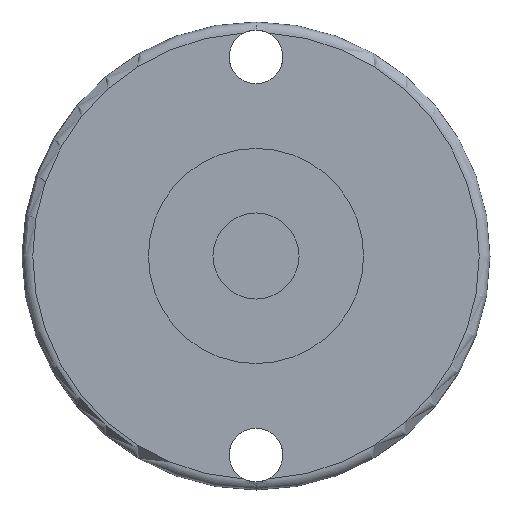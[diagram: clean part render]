
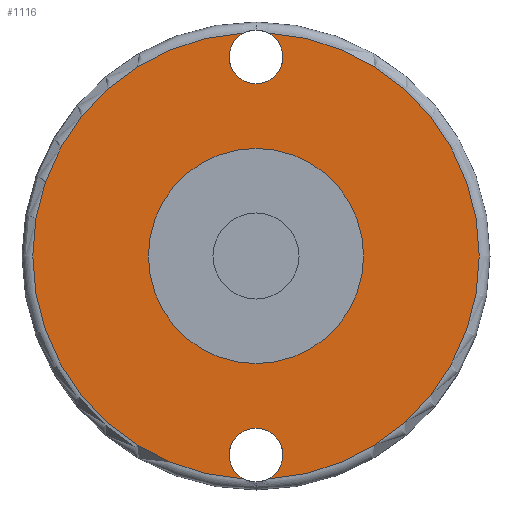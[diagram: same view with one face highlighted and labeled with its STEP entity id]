
A CAD part, front view. The second image highlights one B-rep face of the part: STEP entity #1116.
In plain terms, the highlighted planar face has unit normal (0, -1, 0).
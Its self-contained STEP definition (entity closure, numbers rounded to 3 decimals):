
#7 = VERTEX_POINT ( 'NONE', #517 ) ;
#19 = CARTESIAN_POINT ( 'NONE',  ( 0., 0., -37. ) ) ;
#26 = CARTESIAN_POINT ( 'NONE',  ( 2.307, 0., 41.436 ) ) ;
#42 = ORIENTED_EDGE ( 'NONE', *, *, #947, .T. ) ;
#44 = VERTEX_POINT ( 'NONE', #1135 ) ;
#58 = ORIENTED_EDGE ( 'NONE', *, *, #473, .F. ) ;
#74 = CIRCLE ( 'NONE', #759, 41.5 ) ;
#90 = EDGE_LOOP ( 'NONE', ( #319, #148 ) ) ;
#92 = FACE_OUTER_BOUND ( 'NONE', #1168, .T. ) ;
#127 = VERTEX_POINT ( 'NONE', #937 ) ;
#131 = CARTESIAN_POINT ( 'NONE',  ( 0., 0., 20. ) ) ;
#148 = ORIENTED_EDGE ( 'NONE', *, *, #975, .F. ) ;
#167 = DIRECTION ( 'NONE',  ( 0., -1., 0. ) ) ;
#174 = VERTEX_POINT ( 'NONE', #772 ) ;
#191 = AXIS2_PLACEMENT_3D ( 'NONE', #986, #342, #1121 ) ;
#204 = CIRCLE ( 'NONE', #760, 5. ) ;
#212 = CIRCLE ( 'NONE', #191, 20. ) ;
#252 = VERTEX_POINT ( 'NONE', #131 ) ;
#263 = VERTEX_POINT ( 'NONE', #375 ) ;
#270 = CARTESIAN_POINT ( 'NONE',  ( 0., 0., 0. ) ) ;
#285 = VERTEX_POINT ( 'NONE', #26 ) ;
#319 = ORIENTED_EDGE ( 'NONE', *, *, #832, .F. ) ;
#324 = EDGE_CURVE ( 'NONE', #956, #263, #74, .T. ) ;
#342 = DIRECTION ( 'NONE',  ( 0., -1., 0. ) ) ;
#350 = DIRECTION ( 'NONE',  ( 0., -1., 0. ) ) ;
#359 = CARTESIAN_POINT ( 'NONE',  ( 0., 0., 0. ) ) ;
#361 = EDGE_CURVE ( 'NONE', #285, #44, #204, .T. ) ;
#368 = DIRECTION ( 'NONE',  ( 0., 0., -1. ) ) ;
#375 = CARTESIAN_POINT ( 'NONE',  ( -2.307, 0., -41.436 ) ) ;
#381 = DIRECTION ( 'NONE',  ( 0., -1., 0. ) ) ;
#384 = DIRECTION ( 'NONE',  ( 0., 0., -1. ) ) ;
#398 = CARTESIAN_POINT ( 'NONE',  ( 0., 0., 37. ) ) ;
#402 = DIRECTION ( 'NONE',  ( 0., 0., 1. ) ) ;
#404 = DIRECTION ( 'NONE',  ( 0., 1., 0. ) ) ;
#428 = DIRECTION ( 'NONE',  ( 0., 0., -1. ) ) ;
#429 = DIRECTION ( 'NONE',  ( 0., -1., 0. ) ) ;
#430 = CARTESIAN_POINT ( 'NONE',  ( 20., 0., 0. ) ) ;
#450 = PLANE ( 'NONE',  #534 ) ;
#473 = EDGE_CURVE ( 'NONE', #127, #7, #1100, .T. ) ;
#517 = CARTESIAN_POINT ( 'NONE',  ( 0., 0., -32. ) ) ;
#534 = AXIS2_PLACEMENT_3D ( 'NONE', #430, #429, #428 ) ;
#591 = DIRECTION ( 'NONE',  ( 0., 0., -1. ) ) ;
#592 = DIRECTION ( 'NONE',  ( 0., -1., 0. ) ) ;
#594 = CARTESIAN_POINT ( 'NONE',  ( 0., 0., 0. ) ) ;
#609 = CARTESIAN_POINT ( 'NONE',  ( -2.307, 0., 41.436 ) ) ;
#635 = AXIS2_PLACEMENT_3D ( 'NONE', #270, #381, #368 ) ;
#639 = AXIS2_PLACEMENT_3D ( 'NONE', #594, #592, #591 ) ;
#653 = AXIS2_PLACEMENT_3D ( 'NONE', #974, #940, #919 ) ;
#695 = AXIS2_PLACEMENT_3D ( 'NONE', #19, #167, #747 ) ;
#728 = AXIS2_PLACEMENT_3D ( 'NONE', #831, #827, #826 ) ;
#747 = DIRECTION ( 'NONE',  ( 0., 0., -1. ) ) ;
#759 = AXIS2_PLACEMENT_3D ( 'NONE', #359, #350, #384 ) ;
#760 = AXIS2_PLACEMENT_3D ( 'NONE', #398, #404, #402 ) ;
#772 = CARTESIAN_POINT ( 'NONE',  ( 0., 0., -20. ) ) ;
#786 = ORIENTED_EDGE ( 'NONE', *, *, #324, .T. ) ;
#822 = ORIENTED_EDGE ( 'NONE', *, *, #923, .F. ) ;
#826 = DIRECTION ( 'NONE',  ( 0., 0., -1. ) ) ;
#827 = DIRECTION ( 'NONE',  ( 0., -1., 0. ) ) ;
#828 = ORIENTED_EDGE ( 'NONE', *, *, #361, .T. ) ;
#831 = CARTESIAN_POINT ( 'NONE',  ( 0., 0., -37. ) ) ;
#832 = EDGE_CURVE ( 'NONE', #174, #252, #212, .T. ) ;
#919 = DIRECTION ( 'NONE',  ( 0., 0., 1. ) ) ;
#923 = EDGE_CURVE ( 'NONE', #7, #263, #1126, .T. ) ;
#937 = CARTESIAN_POINT ( 'NONE',  ( 2.307, 0., -41.436 ) ) ;
#940 = DIRECTION ( 'NONE',  ( 0., 1., 0. ) ) ;
#947 = EDGE_CURVE ( 'NONE', #44, #956, #1072, .T. ) ;
#956 = VERTEX_POINT ( 'NONE', #609 ) ;
#974 = CARTESIAN_POINT ( 'NONE',  ( 0., 0., 37. ) ) ;
#975 = EDGE_CURVE ( 'NONE', #252, #174, #995, .T. ) ;
#986 = CARTESIAN_POINT ( 'NONE',  ( 0., 0., 0. ) ) ;
#994 = EDGE_CURVE ( 'NONE', #127, #285, #1195, .T. ) ;
#995 = CIRCLE ( 'NONE', #639, 20. ) ;
#1072 = CIRCLE ( 'NONE', #653, 5. ) ;
#1100 = CIRCLE ( 'NONE', #728, 5. ) ;
#1113 = ORIENTED_EDGE ( 'NONE', *, *, #994, .T. ) ;
#1116 = ADVANCED_FACE ( 'NONE', ( #92, #1170 ), #450, .T. ) ;
#1121 = DIRECTION ( 'NONE',  ( 0., 0., -1. ) ) ;
#1126 = CIRCLE ( 'NONE', #695, 5. ) ;
#1135 = CARTESIAN_POINT ( 'NONE',  ( 0., 0., 32. ) ) ;
#1168 = EDGE_LOOP ( 'NONE', ( #58, #1113, #828, #42, #786, #822 ) ) ;
#1170 = FACE_BOUND ( 'NONE', #90, .T. ) ;
#1195 = CIRCLE ( 'NONE', #635, 41.5 ) ;
